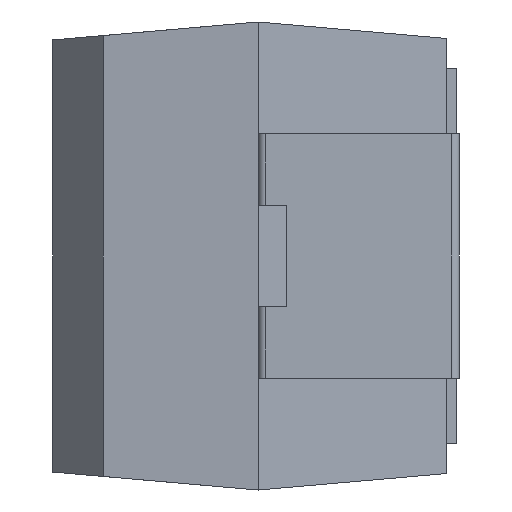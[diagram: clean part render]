
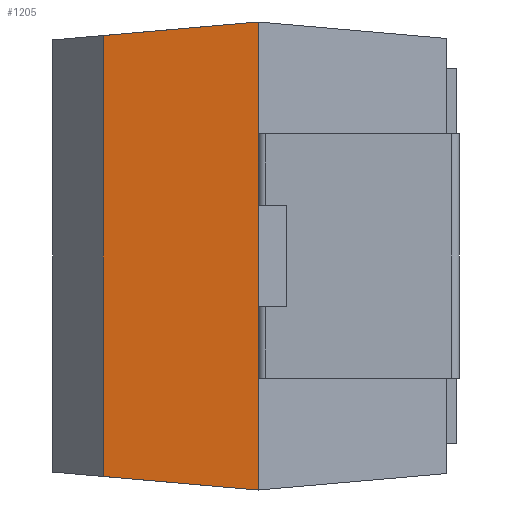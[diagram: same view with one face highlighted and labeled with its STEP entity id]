
A CAD part, left-side view. The second image highlights one B-rep face of the part: STEP entity #1205.
In plain terms, the highlighted face is planar.
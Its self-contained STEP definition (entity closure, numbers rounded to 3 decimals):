
#5 = EDGE_CURVE ( 'NONE', #883, #1142, #976, .T. ) ;
#34 = LINE ( 'NONE', #859, #1257 ) ;
#109 = CARTESIAN_POINT ( 'NONE',  ( 3.67, 0., -2.3 ) ) ;
#178 = DIRECTION ( 'NONE',  ( 0., 0., 1. ) ) ;
#209 = CARTESIAN_POINT ( 'NONE',  ( 3.537, 1.522, 2.167 ) ) ;
#229 = ORIENTED_EDGE ( 'NONE', *, *, #5, .T. ) ;
#232 = EDGE_CURVE ( 'NONE', #1087, #1142, #1381, .T. ) ;
#280 = VERTEX_POINT ( 'NONE', #209 ) ;
#320 = DIRECTION ( 'NONE',  ( -0.087, 0.996, 0. ) ) ;
#383 = EDGE_CURVE ( 'NONE', #280, #883, #34, .T. ) ;
#398 = ORIENTED_EDGE ( 'NONE', *, *, #232, .F. ) ;
#405 = DIRECTION ( 'NONE',  ( 0.087, -0.992, -0.087 ) ) ;
#426 = CARTESIAN_POINT ( 'NONE',  ( 3.67, 0., 2.3 ) ) ;
#527 = EDGE_CURVE ( 'NONE', #1087, #280, #568, .T. ) ;
#561 = VECTOR ( 'NONE', #405, 1000. ) ;
#568 = LINE ( 'NONE', #1320, #719 ) ;
#590 = ORIENTED_EDGE ( 'NONE', *, *, #383, .T. ) ;
#719 = VECTOR ( 'NONE', #178, 1000. ) ;
#826 = DIRECTION ( 'NONE',  ( 0., 0., -1. ) ) ;
#848 = DIRECTION ( 'NONE',  ( 0.087, -0.992, 0.087 ) ) ;
#859 = CARTESIAN_POINT ( 'NONE',  ( 3.67, 0., 2.3 ) ) ;
#881 = AXIS2_PLACEMENT_3D ( 'NONE', #1110, #992, #320 ) ;
#883 = VERTEX_POINT ( 'NONE', #426 ) ;
#961 = CARTESIAN_POINT ( 'NONE',  ( 3.67, 0., -2.3 ) ) ;
#976 = LINE ( 'NONE', #1055, #1226 ) ;
#982 = PLANE ( 'NONE',  #881 ) ;
#992 = DIRECTION ( 'NONE',  ( 0.996, 0.087, 0. ) ) ;
#1051 = EDGE_LOOP ( 'NONE', ( #398, #1297, #590, #229 ) ) ;
#1055 = CARTESIAN_POINT ( 'NONE',  ( 3.67, 0., 2.3 ) ) ;
#1059 = FACE_OUTER_BOUND ( 'NONE', #1051, .T. ) ;
#1087 = VERTEX_POINT ( 'NONE', #1153 ) ;
#1110 = CARTESIAN_POINT ( 'NONE',  ( 3.67, 0., 2.3 ) ) ;
#1142 = VERTEX_POINT ( 'NONE', #109 ) ;
#1153 = CARTESIAN_POINT ( 'NONE',  ( 3.537, 1.522, -2.167 ) ) ;
#1205 = ADVANCED_FACE ( 'NONE', ( #1059 ), #982, .T. ) ;
#1226 = VECTOR ( 'NONE', #826, 1000. ) ;
#1257 = VECTOR ( 'NONE', #848, 1000. ) ;
#1297 = ORIENTED_EDGE ( 'NONE', *, *, #527, .T. ) ;
#1320 = CARTESIAN_POINT ( 'NONE',  ( 3.537, 1.522, 2.123 ) ) ;
#1381 = LINE ( 'NONE', #961, #561 ) ;
